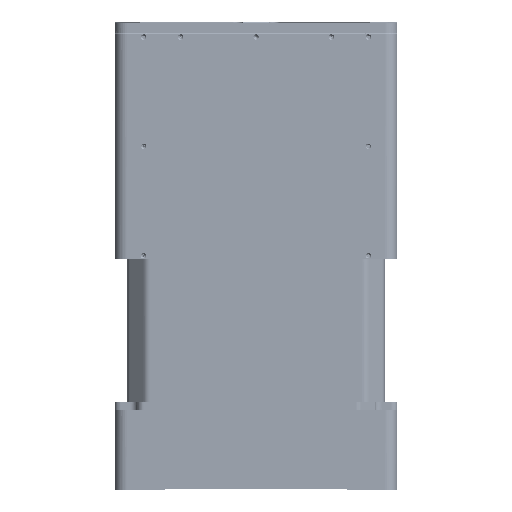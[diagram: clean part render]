
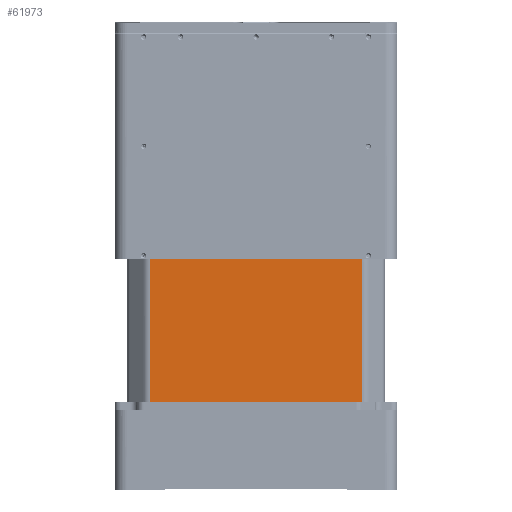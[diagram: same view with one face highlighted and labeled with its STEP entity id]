
A CAD part, left-side view. The second image highlights one B-rep face of the part: STEP entity #61973.
In plain terms, the highlighted planar face has unit normal (-1, 0, 0).
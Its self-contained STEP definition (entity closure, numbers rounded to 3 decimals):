
#1313 = CARTESIAN_POINT ( 'NONE',  ( -124.074, 53.232, 534.5 ) ) ;
#1406 = CARTESIAN_POINT ( 'NONE',  ( -124.074, -3.169, 259.5 ) ) ;
#18239 = EDGE_CURVE ( 'NONE', #132385, #47612, #87061, .T. ) ;
#27869 = PLANE ( 'NONE',  #64987 ) ;
#37191 = CARTESIAN_POINT ( 'NONE',  ( -124.074, 109.632, 534.5 ) ) ;
#38364 = CARTESIAN_POINT ( 'NONE',  ( -124.074, 109.632, 351.167 ) ) ;
#44993 = CARTESIAN_POINT ( 'NONE',  ( -124.074, 109.632, 534.5 ) ) ;
#47612 = VERTEX_POINT ( 'NONE', #102109 ) ;
#55418 = CARTESIAN_POINT ( 'NONE',  ( -124.074, -59.569, 351.167 ) ) ;
#61973 = ADVANCED_FACE ( 'NONE', ( #102315 ), #27869, .F. ) ;
#62184 = DIRECTION ( 'NONE',  ( 1., 0., 0. ) ) ;
#64987 = AXIS2_PLACEMENT_3D ( 'NONE', #137747, #62184, #227777 ) ;
#70003 = CARTESIAN_POINT ( 'NONE',  ( -124.074, 109.632, 259.5 ) ) ;
#72445 = CARTESIAN_POINT ( 'NONE',  ( -124.074, -59.569, 259.5 ) ) ;
#72726 = B_SPLINE_CURVE_WITH_KNOTS ( 'NONE', 3,
 ( #129328, #38364, #75000, #37191 ),
 .UNSPECIFIED., .F., .F.,
 ( 4, 4 ),
 ( 0., 1. ),
 .UNSPECIFIED. ) ;
#73124 = CARTESIAN_POINT ( 'NONE',  ( -124.074, -59.569, 259.5 ) ) ;
#73498 = CARTESIAN_POINT ( 'NONE',  ( -124.074, -3.169, 534.5 ) ) ;
#73599 = CARTESIAN_POINT ( 'NONE',  ( -124.074, 53.232, 259.5 ) ) ;
#75000 = CARTESIAN_POINT ( 'NONE',  ( -124.074, 109.632, 442.833 ) ) ;
#76539 = EDGE_LOOP ( 'NONE', ( #202496, #206220, #125685, #168187 ) ) ;
#79355 = EDGE_CURVE ( 'NONE', #79536, #132385, #165045, .T. ) ;
#79536 = VERTEX_POINT ( 'NONE', #44993 ) ;
#80642 = B_SPLINE_CURVE_WITH_KNOTS ( 'NONE', 3,
 ( #72445, #1406, #73599, #217975 ),
 .UNSPECIFIED., .F., .F.,
 ( 4, 4 ),
 ( 0., 1. ),
 .UNSPECIFIED. ) ;
#87061 = B_SPLINE_CURVE_WITH_KNOTS ( 'NONE', 3,
 ( #92039, #217479, #55418, #73124 ),
 .UNSPECIFIED., .F., .F.,
 ( 4, 4 ),
 ( 0., 1. ),
 .UNSPECIFIED. ) ;
#90108 = CARTESIAN_POINT ( 'NONE',  ( -124.074, 109.632, 534.5 ) ) ;
#91975 = VERTEX_POINT ( 'NONE', #70003 ) ;
#92039 = CARTESIAN_POINT ( 'NONE',  ( -124.074, -59.569, 534.5 ) ) ;
#94768 = CARTESIAN_POINT ( 'NONE',  ( -124.074, -59.569, 534.5 ) ) ;
#102109 = CARTESIAN_POINT ( 'NONE',  ( -124.074, -59.569, 259.5 ) ) ;
#102315 = FACE_OUTER_BOUND ( 'NONE', #76539, .T. ) ;
#125685 = ORIENTED_EDGE ( 'NONE', *, *, #219837, .F. ) ;
#129328 = CARTESIAN_POINT ( 'NONE',  ( -124.074, 109.632, 259.5 ) ) ;
#132385 = VERTEX_POINT ( 'NONE', #168928 ) ;
#137747 = CARTESIAN_POINT ( 'NONE',  ( -124.074, 112.531, 534.5 ) ) ;
#165045 = B_SPLINE_CURVE_WITH_KNOTS ( 'NONE', 3,
 ( #90108, #1313, #73498, #94768 ),
 .UNSPECIFIED., .F., .F.,
 ( 4, 4 ),
 ( 0., 1. ),
 .UNSPECIFIED. ) ;
#168187 = ORIENTED_EDGE ( 'NONE', *, *, #233167, .F. ) ;
#168928 = CARTESIAN_POINT ( 'NONE',  ( -124.074, -59.569, 534.5 ) ) ;
#202496 = ORIENTED_EDGE ( 'NONE', *, *, #18239, .F. ) ;
#206220 = ORIENTED_EDGE ( 'NONE', *, *, #79355, .F. ) ;
#217479 = CARTESIAN_POINT ( 'NONE',  ( -124.074, -59.569, 442.833 ) ) ;
#217975 = CARTESIAN_POINT ( 'NONE',  ( -124.074, 109.632, 259.5 ) ) ;
#219837 = EDGE_CURVE ( 'NONE', #91975, #79536, #72726, .T. ) ;
#227777 = DIRECTION ( 'NONE',  ( 0., -1., 0. ) ) ;
#233167 = EDGE_CURVE ( 'NONE', #47612, #91975, #80642, .T. ) ;
